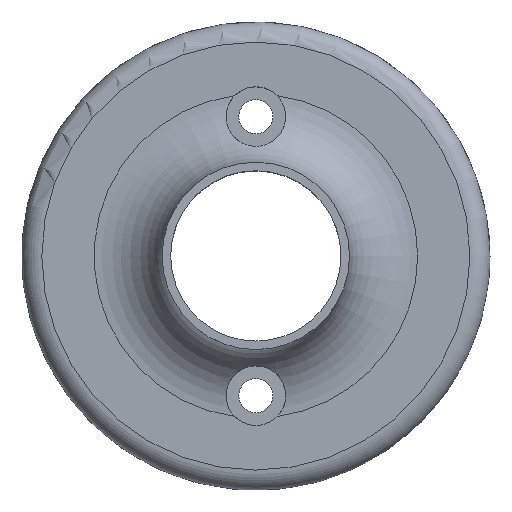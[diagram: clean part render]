
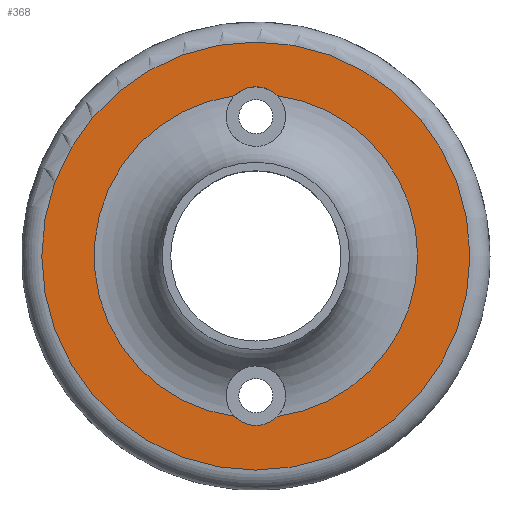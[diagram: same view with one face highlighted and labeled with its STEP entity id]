
A CAD part, top view. The second image highlights one B-rep face of the part: STEP entity #368.
In plain terms, the highlighted planar face has unit normal (0, 0, 1).
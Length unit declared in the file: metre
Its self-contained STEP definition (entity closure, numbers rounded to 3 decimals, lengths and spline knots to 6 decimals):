
#29=PLANE('',#420);
#57=ORIENTED_EDGE('',*,*,#134,.F.);
#58=ORIENTED_EDGE('',*,*,#149,.T.);
#59=ORIENTED_EDGE('',*,*,#137,.F.);
#60=ORIENTED_EDGE('',*,*,#150,.T.);
#61=ORIENTED_EDGE('',*,*,#151,.T.);
#134=EDGE_CURVE('',#180,#181,#216,.T.);
#137=EDGE_CURVE('',#183,#184,#218,.T.);
#149=EDGE_CURVE('',#180,#184,#229,.F.);
#150=EDGE_CURVE('',#183,#181,#230,.F.);
#151=EDGE_CURVE('',#195,#195,#231,.T.);
#180=VERTEX_POINT('',#594);
#181=VERTEX_POINT('',#595);
#183=VERTEX_POINT('',#616);
#184=VERTEX_POINT('',#617);
#195=VERTEX_POINT('',#660);
#216=CIRCLE('',#404,0.004445);
#218=CIRCLE('',#407,0.004445);
#229=CIRCLE('',#421,0.02413);
#230=CIRCLE('',#422,0.02413);
#231=CIRCLE('',#423,0.031925);
#260=EDGE_LOOP('',(#57,#58,#59,#60));
#261=EDGE_LOOP('',(#61));
#310=FACE_BOUND('',#260,.T.);
#311=FACE_BOUND('',#261,.T.);
#368=ADVANCED_FACE('',(#310,#311),#29,.T.);
#404=AXIS2_PLACEMENT_3D('',#593,#467,#468);
#407=AXIS2_PLACEMENT_3D('',#615,#473,#474);
#420=AXIS2_PLACEMENT_3D('',#656,#499,#500);
#421=AXIS2_PLACEMENT_3D('',#657,#501,#502);
#422=AXIS2_PLACEMENT_3D('',#658,#503,#504);
#423=AXIS2_PLACEMENT_3D('',#659,#505,#506);
#467=DIRECTION('',(0.,0.,1.));
#468=DIRECTION('',(1.,0.,0.));
#473=DIRECTION('',(0.,0.,1.));
#474=DIRECTION('',(1.,0.,0.));
#499=DIRECTION('',(0.,0.,1.));
#500=DIRECTION('',(1.,0.,0.));
#501=DIRECTION('',(0.,0.,1.));
#502=DIRECTION('',(1.,0.,0.));
#503=DIRECTION('',(0.,0.,1.));
#504=DIRECTION('',(1.,0.,0.));
#505=DIRECTION('',(0.,0.,1.));
#506=DIRECTION('',(1.,0.,0.));
#593=CARTESIAN_POINT('',(0.,0.02081,0.01));
#594=CARTESIAN_POINT('',(0.003176,0.02392,0.01));
#595=CARTESIAN_POINT('',(-0.003176,0.02392,0.01));
#615=CARTESIAN_POINT('',(0.,-0.02081,0.01));
#616=CARTESIAN_POINT('',(-0.003176,-0.02392,0.01));
#617=CARTESIAN_POINT('',(0.003176,-0.02392,0.01));
#656=CARTESIAN_POINT('',(0.,0.,0.01));
#657=CARTESIAN_POINT('',(0.,0.,0.01));
#658=CARTESIAN_POINT('',(0.,0.,0.01));
#659=CARTESIAN_POINT('',(0.,0.,0.01));
#660=CARTESIAN_POINT('',(0.031925,0.,0.01));
